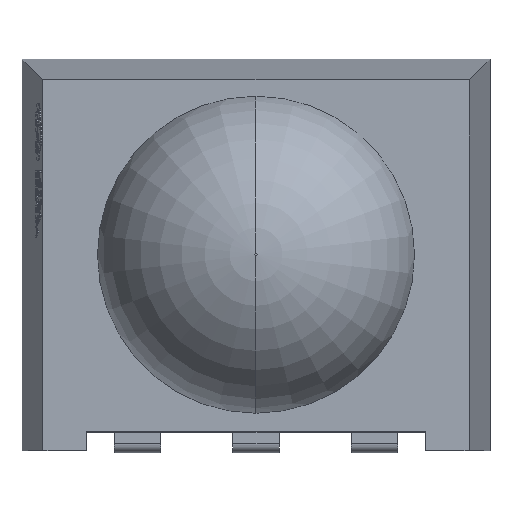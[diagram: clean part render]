
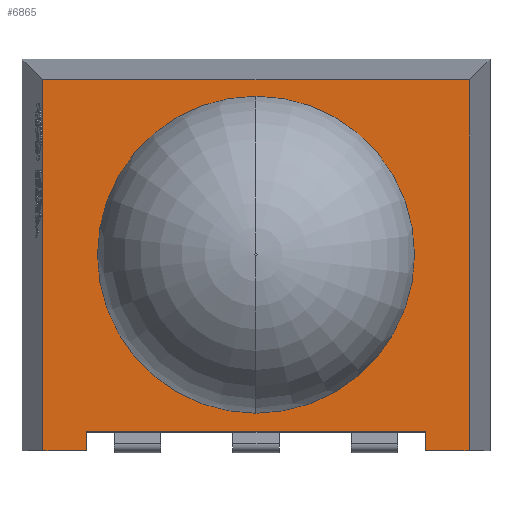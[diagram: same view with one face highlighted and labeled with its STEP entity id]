
A CAD part, top view. The second image highlights one B-rep face of the part: STEP entity #6865.
In plain terms, the highlighted planar face has unit normal (0, 0, 1).
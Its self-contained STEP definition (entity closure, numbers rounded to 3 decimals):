
#139 = LINE ( 'NONE', #5429, #11452 ) ;
#226 = CARTESIAN_POINT ( 'NONE',  ( 0., 0.97, 0.6 ) ) ;
#589 = VECTOR ( 'NONE', #7303, 1000. ) ;
#642 = VERTEX_POINT ( 'NONE', #9876 ) ;
#697 = DIRECTION ( 'NONE',  ( 0., 1., 0. ) ) ;
#725 = VERTEX_POINT ( 'NONE', #8165 ) ;
#806 = EDGE_CURVE ( 'NONE', #8773, #11247, #11503, .T. ) ;
#978 = LINE ( 'NONE', #10605, #6139 ) ;
#994 = CARTESIAN_POINT ( 'NONE',  ( -2.51, 1.37, 0.6 ) ) ;
#1124 = VECTOR ( 'NONE', #10003, 1000. ) ;
#1231 = EDGE_CURVE ( 'NONE', #4528, #12182, #5014, .T. ) ;
#1551 = DIRECTION ( 'NONE',  ( 1., 0., 0. ) ) ;
#1605 = CARTESIAN_POINT ( 'NONE',  ( -1.82, -2.63, 0.6 ) ) ;
#1682 = DIRECTION ( 'NONE',  ( -1., 0., 0. ) ) ;
#1742 = EDGE_CURVE ( 'NONE', #11247, #2757, #11673, .T. ) ;
#2003 = DIRECTION ( 'NONE',  ( 0., -1., 0. ) ) ;
#2522 = CARTESIAN_POINT ( 'NONE',  ( -2.51, -2.83, 0.6 ) ) ;
#2757 = VERTEX_POINT ( 'NONE', #12853 ) ;
#2977 = AXIS2_PLACEMENT_3D ( 'NONE', #3054, #11831, #2003 ) ;
#3054 = CARTESIAN_POINT ( 'NONE',  ( 0., -0.73, 0.6 ) ) ;
#3077 = AXIS2_PLACEMENT_3D ( 'NONE', #994, #9418, #7489 ) ;
#3301 = EDGE_CURVE ( 'NONE', #725, #10907, #9785, .T. ) ;
#3491 = CARTESIAN_POINT ( 'NONE',  ( 2.285, -2.83, 0.6 ) ) ;
#3549 = DIRECTION ( 'NONE',  ( 0., 0., 1. ) ) ;
#3631 = CIRCLE ( 'NONE', #2977, 1.7 ) ;
#4379 = CARTESIAN_POINT ( 'NONE',  ( -2.51, -2.83, 0.6 ) ) ;
#4445 = DIRECTION ( 'NONE',  ( 1., 0., 0. ) ) ;
#4496 = CARTESIAN_POINT ( 'NONE',  ( -1.82, -3.03, 0.6 ) ) ;
#4528 = VERTEX_POINT ( 'NONE', #226 ) ;
#4972 = EDGE_CURVE ( 'NONE', #12182, #4528, #3631, .T. ) ;
#5014 = CIRCLE ( 'NONE', #8350, 1.7 ) ;
#5030 = VECTOR ( 'NONE', #1551, 1000. ) ;
#5352 = DIRECTION ( 'NONE',  ( 0., 1., 0. ) ) ;
#5373 = ORIENTED_EDGE ( 'NONE', *, *, #806, .T. ) ;
#5429 = CARTESIAN_POINT ( 'NONE',  ( -2.285, 1.37, 0.6 ) ) ;
#5689 = VECTOR ( 'NONE', #697, 1000. ) ;
#5983 = ORIENTED_EDGE ( 'NONE', *, *, #4972, .F. ) ;
#6139 = VECTOR ( 'NONE', #5352, 1000. ) ;
#6210 = ORIENTED_EDGE ( 'NONE', *, *, #7897, .T. ) ;
#6358 = ORIENTED_EDGE ( 'NONE', *, *, #13320, .F. ) ;
#6417 = CARTESIAN_POINT ( 'NONE',  ( 1.82, -2.63, 0.6 ) ) ;
#6865 = ADVANCED_FACE ( 'NONE', ( #13730, #7413 ), #7348, .F. ) ;
#7303 = DIRECTION ( 'NONE',  ( -1., 0., 0. ) ) ;
#7348 = PLANE ( 'NONE',  #3077 ) ;
#7413 = FACE_OUTER_BOUND ( 'NONE', #11173, .T. ) ;
#7489 = DIRECTION ( 'NONE',  ( 0., 1., 0. ) ) ;
#7689 = VECTOR ( 'NONE', #4445, 1000. ) ;
#7761 = DIRECTION ( 'NONE',  ( 0., -1., 0. ) ) ;
#7872 = VERTEX_POINT ( 'NONE', #9873 ) ;
#7897 = EDGE_CURVE ( 'NONE', #2757, #642, #139, .T. ) ;
#8146 = CARTESIAN_POINT ( 'NONE',  ( -1.82, -2.83, 0.6 ) ) ;
#8165 = CARTESIAN_POINT ( 'NONE',  ( -1.82, -2.63, 0.6 ) ) ;
#8350 = AXIS2_PLACEMENT_3D ( 'NONE', #9879, #3549, #7761 ) ;
#8402 = ORIENTED_EDGE ( 'NONE', *, *, #12901, .T. ) ;
#8649 = ORIENTED_EDGE ( 'NONE', *, *, #8862, .F. ) ;
#8773 = VERTEX_POINT ( 'NONE', #3491 ) ;
#8862 = EDGE_CURVE ( 'NONE', #7872, #9688, #978, .T. ) ;
#9132 = ORIENTED_EDGE ( 'NONE', *, *, #1742, .T. ) ;
#9418 = DIRECTION ( 'NONE',  ( 0., 0., -1. ) ) ;
#9674 = DIRECTION ( 'NONE',  ( 0., -1., 0. ) ) ;
#9688 = VERTEX_POINT ( 'NONE', #6417 ) ;
#9722 = ORIENTED_EDGE ( 'NONE', *, *, #1231, .F. ) ;
#9739 = LINE ( 'NONE', #4379, #7689 ) ;
#9785 = LINE ( 'NONE', #4496, #1124 ) ;
#9873 = CARTESIAN_POINT ( 'NONE',  ( 1.82, -2.83, 0.6 ) ) ;
#9876 = CARTESIAN_POINT ( 'NONE',  ( -2.285, -2.83, 0.6 ) ) ;
#9879 = CARTESIAN_POINT ( 'NONE',  ( 0., -0.73, 0.6 ) ) ;
#9903 = VECTOR ( 'NONE', #1682, 1000. ) ;
#10003 = DIRECTION ( 'NONE',  ( 0., -1., 0. ) ) ;
#10265 = CARTESIAN_POINT ( 'NONE',  ( 2.285, 1.145, 0.6 ) ) ;
#10605 = CARTESIAN_POINT ( 'NONE',  ( 1.82, -3.03, 0.6 ) ) ;
#10827 = ORIENTED_EDGE ( 'NONE', *, *, #12427, .T. ) ;
#10907 = VERTEX_POINT ( 'NONE', #8146 ) ;
#10972 = LINE ( 'NONE', #2522, #5030 ) ;
#11047 = CARTESIAN_POINT ( 'NONE',  ( 0., -2.43, 0.6 ) ) ;
#11055 = EDGE_LOOP ( 'NONE', ( #9722, #5983 ) ) ;
#11173 = EDGE_LOOP ( 'NONE', ( #6358, #8649, #10827, #5373, #9132, #6210, #8402, #11792 ) ) ;
#11247 = VERTEX_POINT ( 'NONE', #10265 ) ;
#11307 = CARTESIAN_POINT ( 'NONE',  ( 2.285, 1.37, 0.6 ) ) ;
#11368 = LINE ( 'NONE', #1605, #9903 ) ;
#11405 = CARTESIAN_POINT ( 'NONE',  ( -2.51, 1.145, 0.6 ) ) ;
#11452 = VECTOR ( 'NONE', #9674, 1000. ) ;
#11503 = LINE ( 'NONE', #11307, #5689 ) ;
#11673 = LINE ( 'NONE', #11405, #589 ) ;
#11792 = ORIENTED_EDGE ( 'NONE', *, *, #3301, .F. ) ;
#11831 = DIRECTION ( 'NONE',  ( 0., 0., 1. ) ) ;
#12182 = VERTEX_POINT ( 'NONE', #11047 ) ;
#12427 = EDGE_CURVE ( 'NONE', #7872, #8773, #9739, .T. ) ;
#12853 = CARTESIAN_POINT ( 'NONE',  ( -2.285, 1.145, 0.6 ) ) ;
#12901 = EDGE_CURVE ( 'NONE', #642, #10907, #10972, .T. ) ;
#13320 = EDGE_CURVE ( 'NONE', #9688, #725, #11368, .T. ) ;
#13730 = FACE_BOUND ( 'NONE', #11055, .T. ) ;
